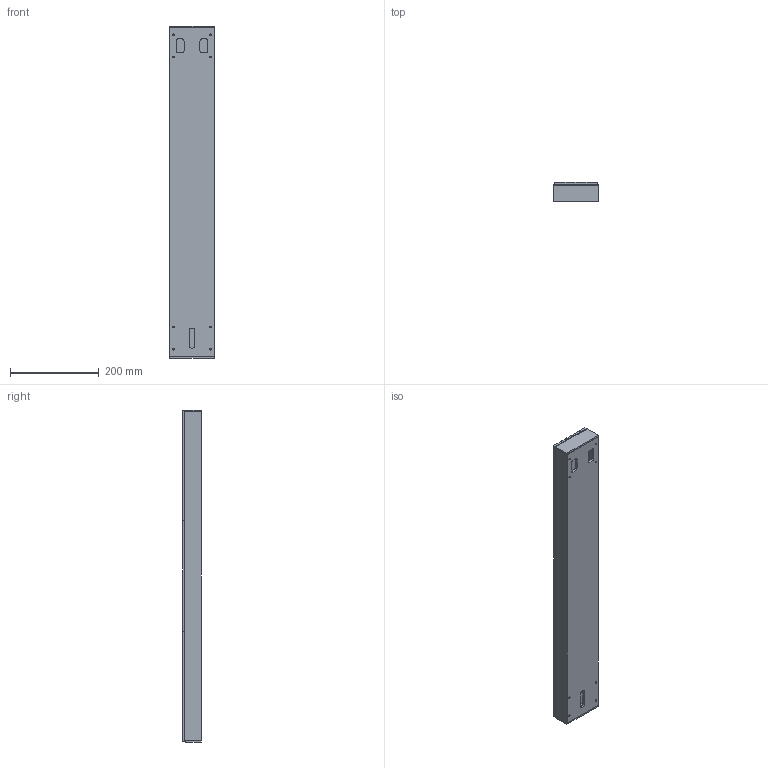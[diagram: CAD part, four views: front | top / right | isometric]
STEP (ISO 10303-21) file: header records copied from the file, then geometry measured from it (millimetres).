
FILE_DESCRIPTION (( 'STEP AP214' ), '1' );
FILE_NAME ('S22100H750.STEP', '2019-08-27T20:59:28', ( '' ), ( '' ), 'SwSTEP 2.0', 'SolidWorks 2019', '' );
FILE_SCHEMA (( 'AUTOMOTIVE_DESIGN' ));
Length unit declared in the file: inch
Products named in the file (1): S22100H750
Bounding box: 99.87 x 42.85 x 749.81 mm (x, y, z)
Volume: 1337033 mm3; surface area: 566028.6 mm2
Topology: 6 solids, 6 shells, 204 faces, 576 edges, 384 vertices
Faces by surface type: plane 104, cylinder 100
Entity records: 9599 total; most frequent: DIRECTION 1186, CARTESIAN_POINT 1165, ORIENTED_EDGE 1152, EDGE_CURVE 576, AXIS2_PLACEMENT_3D 405, VERTEX_POINT 384, LINE 376, VECTOR 376
